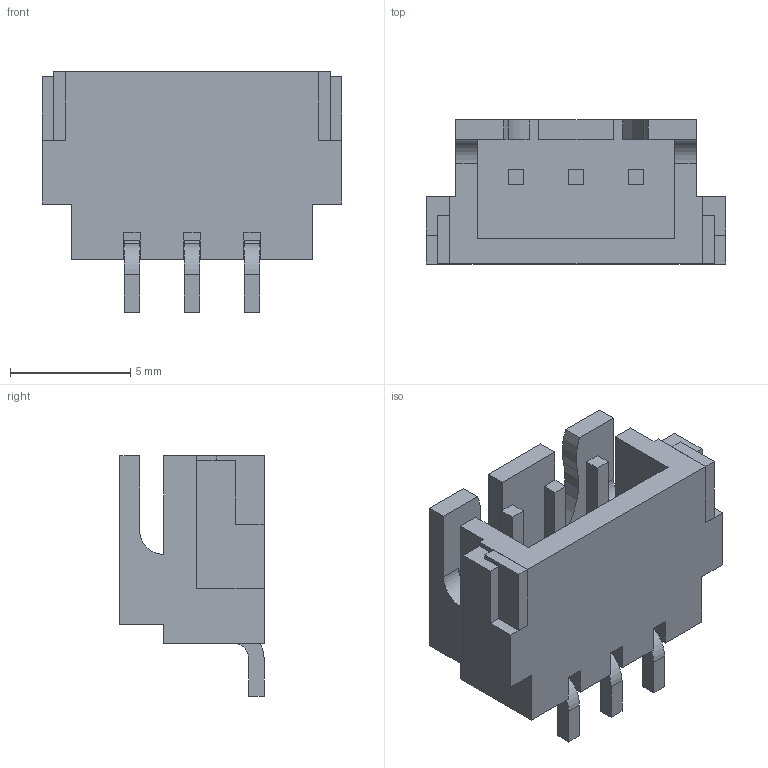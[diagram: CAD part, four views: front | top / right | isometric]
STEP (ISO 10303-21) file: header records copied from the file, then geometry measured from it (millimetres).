
FILE_DESCRIPTION( ( '' ), ' ' );
FILE_NAME( '59a0b52533eb0910e689c5cf.step', '2017-08-25T23:39:18', ( '' ), ( '' ), ' ', ' ', ' ' );
FILE_SCHEMA( ( 'AUTOMOTIVE_DESIGN { 1 0 10303 214 1 1 1 1 }' ) );
Length unit declared in the file: metre
Products named in the file (9): S4B-XH-SM4 (18); Part 10; Part 11; S4B-XH-SM4 (2); S4B-XH-SM4 (4); S4B-XH-SM4 (5); S4B-XH-SM4 (12); S4B-XH-SM4 (14); S4B-XH-SM4 (15)
Bounding box: 12.45 x 6 x 10 mm (x, y, z)
Volume: 303.1 mm3; surface area: 627.6 mm2
Topology: 9 solids, 9 shells, 142 faces, 372 edges, 254 vertices
Faces by surface type: plane 122, cylinder 20
Entity records: 5572 total; most frequent: CARTESIAN_POINT 777, ORIENTED_EDGE 744, DIRECTION 714, EDGE_CURVE 372, LINE 332, VECTOR 332, VERTEX_POINT 254, AXIS2_PLACEMENT_3D 191
